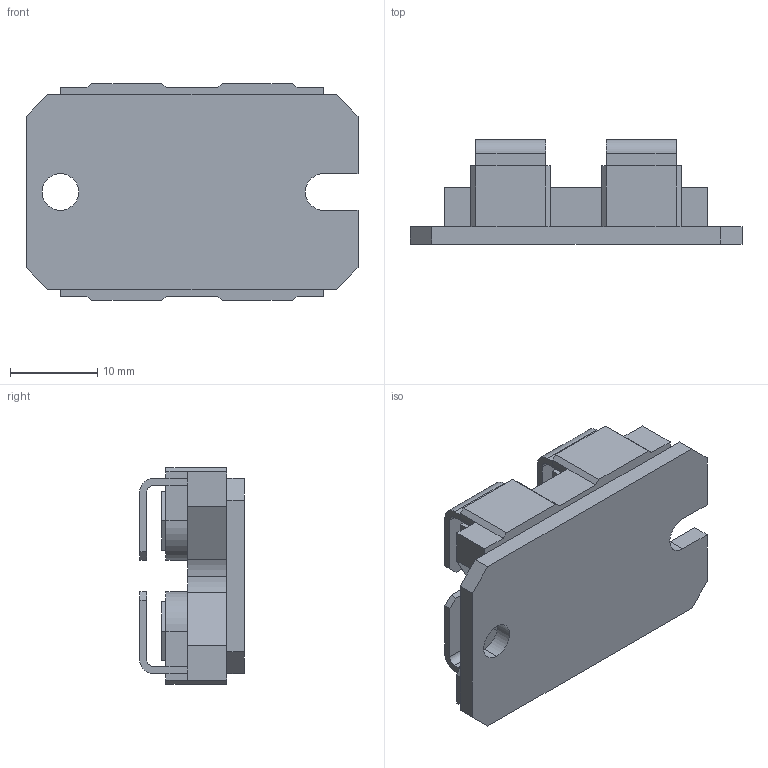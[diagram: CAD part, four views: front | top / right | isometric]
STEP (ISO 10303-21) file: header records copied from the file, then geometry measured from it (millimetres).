
FILE_DESCRIPTION (( 'STEP AP214' ), '1' );
FILE_NAME ('531DED84-73E1-49CE-A21B-D926BEA14556.STEP', '2025-02-02T15:04:04', ( '' ), ( '' ), 'SwSTEP 2.0', 'SolidWorks 2022', '' );
FILE_SCHEMA (( 'AUTOMOTIVE_DESIGN' ));
Length unit declared in the file: millimetre
Products named in the file (1): 531DED84-73E1-49CE-A21B-D926BEA14556
Bounding box: 38.1 x 12 x 24.9 mm (x, y, z)
Volume: 5669.2 mm3; surface area: 4227.7 mm2
Topology: 1 solids, 1 shells, 216 faces, 578 edges, 376 vertices
Faces by surface type: plane 179, cylinder 37
Entity records: 9062 total; most frequent: CARTESIAN_POINT 1171, ORIENTED_EDGE 1156, DIRECTION 1086, EDGE_CURVE 578, VECTOR 504, LINE 504, VERTEX_POINT 376, AXIS2_PLACEMENT_3D 291
